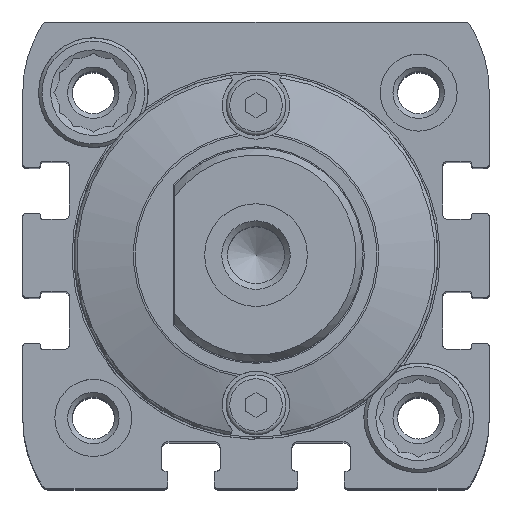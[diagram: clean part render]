
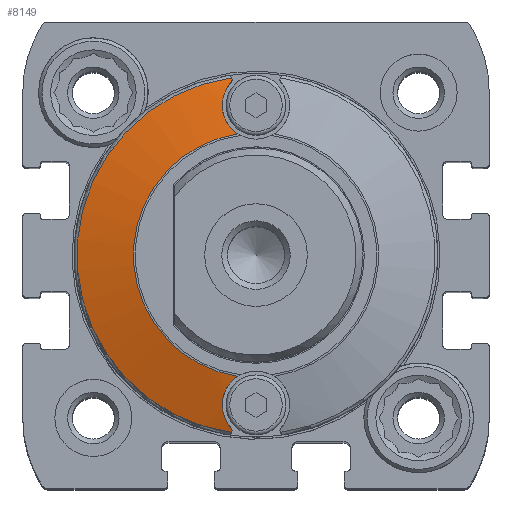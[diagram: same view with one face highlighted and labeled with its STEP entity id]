
A CAD part, top view. The second image highlights one B-rep face of the part: STEP entity #8149.
In plain terms, the highlighted spherical face has radius 65 mm.
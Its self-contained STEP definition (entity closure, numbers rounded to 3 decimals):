
#18=SPHERICAL_SURFACE('',#9053,65.);
#391=B_SPLINE_CURVE_WITH_KNOTS('',3,(#14103,#14104,#14105,#14106,#14107),
 .UNSPECIFIED.,.F.,.F.,(4,1,4),(0.001,0.005,
0.008),.UNSPECIFIED.);
#393=B_SPLINE_CURVE_WITH_KNOTS('',3,(#14122,#14123,#14124,#14125),
 .UNSPECIFIED.,.F.,.F.,(4,4),(0.,0.001),
 .UNSPECIFIED.);
#394=B_SPLINE_CURVE_WITH_KNOTS('',3,(#14127,#14128,#14129,#14130,#14131),
 .UNSPECIFIED.,.F.,.F.,(4,1,4),(0.,0.004,
0.007),.UNSPECIFIED.);
#395=B_SPLINE_CURVE_WITH_KNOTS('',3,(#14133,#14134,#14135,#14136),
 .UNSPECIFIED.,.F.,.F.,(4,4),(0.,0.001),
 .UNSPECIFIED.);
#3873=ORIENTED_EDGE('',*,*,#5108,.F.);
#3874=ORIENTED_EDGE('',*,*,#5102,.T.);
#3875=ORIENTED_EDGE('',*,*,#5107,.T.);
#3876=ORIENTED_EDGE('',*,*,#5109,.T.);
#3877=ORIENTED_EDGE('',*,*,#5110,.F.);
#3878=ORIENTED_EDGE('',*,*,#5111,.F.);
#5102=EDGE_CURVE('',#5935,#5934,#391,.T.);
#5107=EDGE_CURVE('',#5934,#5938,#6367,.T.);
#5108=EDGE_CURVE('',#5935,#5939,#393,.T.);
#5109=EDGE_CURVE('',#5938,#5940,#394,.T.);
#5110=EDGE_CURVE('',#5941,#5940,#395,.T.);
#5111=EDGE_CURVE('',#5939,#5941,#6368,.T.);
#5934=VERTEX_POINT('',#14102);
#5935=VERTEX_POINT('',#14108);
#5938=VERTEX_POINT('',#14119);
#5939=VERTEX_POINT('',#14126);
#5940=VERTEX_POINT('',#14132);
#5941=VERTEX_POINT('',#14137);
#6367=CIRCLE('',#9052,14.317);
#6368=CIRCLE('',#9054,20.911);
#6912=EDGE_LOOP('',(#3873,#3874,#3875,#3876,#3877,#3878));
#7485=FACE_BOUND('',#6912,.T.);
#8149=ADVANCED_FACE('',(#7485),#18,.T.);
#9052=AXIS2_PLACEMENT_3D('',#14120,#11357,#11358);
#9053=AXIS2_PLACEMENT_3D('',#14121,#11359,#11360);
#9054=AXIS2_PLACEMENT_3D('',#14138,#11361,#11362);
#11357=DIRECTION('',(0.,-1.,0.));
#11358=DIRECTION('',(0.,0.,-1.));
#11359=DIRECTION('',(0.,-1.,0.));
#11360=DIRECTION('',(0.,0.,-1.));
#11361=DIRECTION('',(0.,-1.,0.));
#11362=DIRECTION('',(0.,0.,-1.));
#14102=CARTESIAN_POINT('',(14.16,7.225,2.109));
#14103=CARTESIAN_POINT('',(20.15,5.55,2.929));
#14104=CARTESIAN_POINT('',(19.295,5.793,3.703));
#14105=CARTESIAN_POINT('',(16.91,6.465,4.425));
#14106=CARTESIAN_POINT('',(14.79,7.052,3.107));
#14107=CARTESIAN_POINT('',(14.16,7.225,2.109));
#14108=CARTESIAN_POINT('',(20.15,5.55,2.929));
#14119=CARTESIAN_POINT('',(-14.16,7.225,2.109));
#14120=CARTESIAN_POINT('',(0.,7.225,0.));
#14121=CARTESIAN_POINT('',(0.,-56.178,0.));
#14122=CARTESIAN_POINT('',(20.15,5.55,2.929));
#14123=CARTESIAN_POINT('',(20.305,5.506,2.789));
#14124=CARTESIAN_POINT('',(20.535,5.431,2.762));
#14125=CARTESIAN_POINT('',(20.715,5.366,2.855));
#14126=CARTESIAN_POINT('',(20.715,5.366,2.855));
#14127=CARTESIAN_POINT('',(-14.16,7.225,2.109));
#14128=CARTESIAN_POINT('',(-14.791,7.051,3.107));
#14129=CARTESIAN_POINT('',(-16.915,6.463,4.422));
#14130=CARTESIAN_POINT('',(-19.288,5.795,3.71));
#14131=CARTESIAN_POINT('',(-20.15,5.55,2.929));
#14132=CARTESIAN_POINT('',(-20.15,5.55,2.929));
#14133=CARTESIAN_POINT('',(-20.715,5.366,2.855));
#14134=CARTESIAN_POINT('',(-20.535,5.431,2.762));
#14135=CARTESIAN_POINT('',(-20.305,5.506,2.789));
#14136=CARTESIAN_POINT('',(-20.15,5.55,2.929));
#14137=CARTESIAN_POINT('',(-20.715,5.366,2.855));
#14138=CARTESIAN_POINT('',(0.,5.366,0.));
